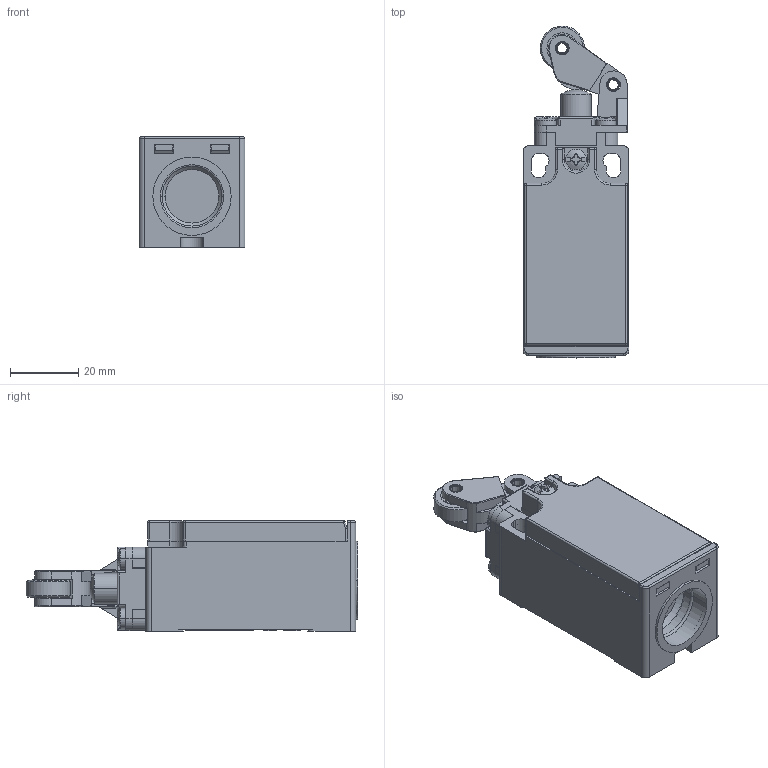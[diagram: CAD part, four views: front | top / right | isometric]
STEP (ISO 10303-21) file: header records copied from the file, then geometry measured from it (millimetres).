
FILE_DESCRIPTION((''),'2;1');
FILE_NAME('E10000CP_ASM','2021-04-26T',('alessandro.buglione'),(''),'PRO/ENGINEER BY PARAMETRIC TECHNOLOGY CORPORATION, 2011080','PRO/ENGINEER BY PARAMETRIC TECHNOLOGY CORPORATION, 2011080','');
FILE_SCHEMA(('CONFIG_CONTROL_DESIGN'));
Products named in the file (34): 880028; S880032; 550626; S880028; 220064_B; S880060; S880065-001; S880027; S880024; S880061; S880062; S880064_AF0; S880062_ASM; S880026; S880059; S880063-001_123; 880265_ASM; 880049; 880139; 880173; 880104; 881642; 880249; 880189_AF0; 880410_ASM; 880155; 880201; 880135; 880224; 880723; 880193; 881360_ASM; 880223; E10000CP_ASM
Assembly tree (53 placements, depth 4):
  E10000CP_ASM
    880028
    880265_ASM
      S880032
      550626  x4
      S880028  x4
      220064_B  x4
      S880060
      S880065-001
      S880027  x2
      S880024  x4
      S880061
      S880062_ASM  x2
        S880062
        S880064_AF0
      S880026
      S880059
      S880063-001_123
      S880062
    880410_ASM
      880049
      880139
      880173
      880104
      881642  x2
      880249
      880189_AF0
    880155
    880201
    880135
    880224  x4
    881360_ASM
      880723
      880193
    880223
Bounding box: 31 x 97.4 x 32.5 mm (x, y, z)
Volume: 42290 mm3; surface area: 55979.3 mm2
Topology: 67 solids, 77 shells, 4736 faces, 12494 edges, 8019 vertices
Faces by surface type: plane 3155, cylinder 975, sphere 187, cone 167, torus 153, bspline 95, extrusion 4
Entity records: 135501 total; most frequent: CARTESIAN_POINT 43815, ORIENTED_EDGE 19396, DIRECTION 18213, EDGE_CURVE 9706, VECTOR 7481, LINE 7479, VERTEX_POINT 6270, AXIS2_PLACEMENT_3D 5366
